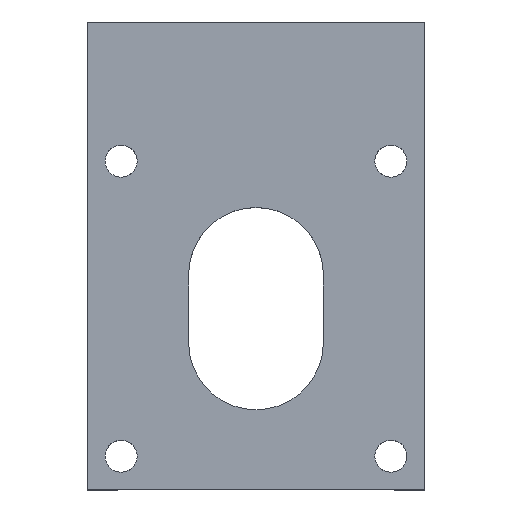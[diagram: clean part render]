
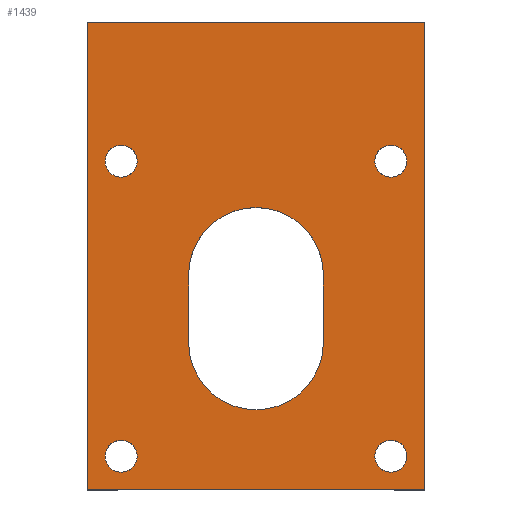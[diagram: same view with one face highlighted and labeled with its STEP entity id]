
A CAD part, top view. The second image highlights one B-rep face of the part: STEP entity #1439.
In plain terms, the highlighted planar face has unit normal (0, 0, 1).
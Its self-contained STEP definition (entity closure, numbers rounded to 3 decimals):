
#4 = DIRECTION ( 'NONE',  ( 0., 0., 1. ) ) ;
#26 = CIRCLE ( 'NONE', #1665, 1.9 ) ;
#41 = DIRECTION ( 'NONE',  ( 0., 0., 1. ) ) ;
#42 = EDGE_CURVE ( 'NONE', #2011, #1914, #1714, .T. ) ;
#56 = CARTESIAN_POINT ( 'NONE',  ( 18.6, -56.5, 21. ) ) ;
#78 = DIRECTION ( 'NONE',  ( 1., 0., 0. ) ) ;
#124 = CARTESIAN_POINT ( 'NONE',  ( -19.3, -17.5, 21. ) ) ;
#125 = DIRECTION ( 'NONE',  ( -1., 0., 0. ) ) ;
#141 = ORIENTED_EDGE ( 'NONE', *, *, #211, .F. ) ;
#152 = AXIS2_PLACEMENT_3D ( 'NONE', #518, #1497, #1078 ) ;
#196 = CARTESIAN_POINT ( 'NONE',  ( -1.4, -39., 21. ) ) ;
#211 = EDGE_CURVE ( 'NONE', #1914, #2118, #1288, .T. ) ;
#215 = CARTESIAN_POINT ( 'NONE',  ( -17.4, -52.5, 21. ) ) ;
#249 = CARTESIAN_POINT ( 'NONE',  ( -1.4, -31., 21. ) ) ;
#278 = CARTESIAN_POINT ( 'NONE',  ( -21.4, -1., 21. ) ) ;
#304 = ORIENTED_EDGE ( 'NONE', *, *, #1694, .F. ) ;
#322 = LINE ( 'NONE', #1072, #1353 ) ;
#333 = CARTESIAN_POINT ( 'NONE',  ( 14.6, -52.5, 21. ) ) ;
#341 = ORIENTED_EDGE ( 'NONE', *, *, #1204, .F. ) ;
#389 = DIRECTION ( 'NONE',  ( 0., 0., 1. ) ) ;
#392 = CIRCLE ( 'NONE', #659, 1.9 ) ;
#408 = DIRECTION ( 'NONE',  ( -1., 0., 0. ) ) ;
#421 = VERTEX_POINT ( 'NONE', #450 ) ;
#426 = VERTEX_POINT ( 'NONE', #1572 ) ;
#450 = CARTESIAN_POINT ( 'NONE',  ( 12.7, -52.5, 21. ) ) ;
#481 = CIRCLE ( 'NONE', #2252, 1.9 ) ;
#498 = ORIENTED_EDGE ( 'NONE', *, *, #42, .F. ) ;
#510 = VECTOR ( 'NONE', #686, 1000. ) ;
#518 = CARTESIAN_POINT ( 'NONE',  ( 14.6, -17.5, 21. ) ) ;
#551 = EDGE_LOOP ( 'NONE', ( #922, #1986, #1644, #1158 ) ) ;
#567 = VECTOR ( 'NONE', #125, 1000. ) ;
#595 = DIRECTION ( 'NONE',  ( -1., 0., 0. ) ) ;
#602 = CARTESIAN_POINT ( 'NONE',  ( 14.6, -17.5, 21. ) ) ;
#627 = DIRECTION ( 'NONE',  ( 0., 0., 1. ) ) ;
#658 = ORIENTED_EDGE ( 'NONE', *, *, #1213, .F. ) ;
#659 = AXIS2_PLACEMENT_3D ( 'NONE', #2283, #1528, #2271 ) ;
#670 = FACE_BOUND ( 'NONE', #2129, .T. ) ;
#682 = CARTESIAN_POINT ( 'NONE',  ( -9.4, -39., 21. ) ) ;
#683 = ORIENTED_EDGE ( 'NONE', *, *, #1067, .F. ) ;
#686 = DIRECTION ( 'NONE',  ( 0., -1., 0. ) ) ;
#701 = CIRCLE ( 'NONE', #152, 1.9 ) ;
#702 = LINE ( 'NONE', #278, #567 ) ;
#727 = VERTEX_POINT ( 'NONE', #891 ) ;
#739 = DIRECTION ( 'NONE',  ( 1., 0., 0. ) ) ;
#797 = EDGE_CURVE ( 'NONE', #1118, #1194, #481, .T. ) ;
#798 = VERTEX_POINT ( 'NONE', #1642 ) ;
#827 = LINE ( 'NONE', #2363, #2135 ) ;
#840 = VERTEX_POINT ( 'NONE', #1112 ) ;
#842 = FACE_OUTER_BOUND ( 'NONE', #551, .T. ) ;
#858 = CIRCLE ( 'NONE', #2300, 1.9 ) ;
#886 = EDGE_CURVE ( 'NONE', #798, #1748, #1322, .T. ) ;
#891 = CARTESIAN_POINT ( 'NONE',  ( 18.6, -1., 21. ) ) ;
#922 = ORIENTED_EDGE ( 'NONE', *, *, #1525, .T. ) ;
#927 = ORIENTED_EDGE ( 'NONE', *, *, #2027, .F. ) ;
#961 = CARTESIAN_POINT ( 'NONE',  ( -9.4, -31., 21. ) ) ;
#987 = CARTESIAN_POINT ( 'NONE',  ( 0., 0., 21. ) ) ;
#988 = CARTESIAN_POINT ( 'NONE',  ( -17.4, -52.5, 21. ) ) ;
#1042 = DIRECTION ( 'NONE',  ( 1., 0., 0. ) ) ;
#1058 = ORIENTED_EDGE ( 'NONE', *, *, #1411, .F. ) ;
#1060 = VECTOR ( 'NONE', #739, 1000. ) ;
#1067 = EDGE_CURVE ( 'NONE', #1779, #1610, #2097, .T. ) ;
#1072 = CARTESIAN_POINT ( 'NONE',  ( 6.6, -31., 21. ) ) ;
#1078 = DIRECTION ( 'NONE',  ( -1., 0., 0. ) ) ;
#1081 = DIRECTION ( 'NONE',  ( 0., 0., 1. ) ) ;
#1112 = CARTESIAN_POINT ( 'NONE',  ( -21.4, -1., 21. ) ) ;
#1118 = VERTEX_POINT ( 'NONE', #124 ) ;
#1123 = ORIENTED_EDGE ( 'NONE', *, *, #1692, .F. ) ;
#1130 = ORIENTED_EDGE ( 'NONE', *, *, #1485, .F. ) ;
#1135 = AXIS2_PLACEMENT_3D ( 'NONE', #988, #1392, #595 ) ;
#1144 = DIRECTION ( 'NONE',  ( 1., 0., 0. ) ) ;
#1150 = FACE_BOUND ( 'NONE', #2061, .T. ) ;
#1158 = ORIENTED_EDGE ( 'NONE', *, *, #2266, .T. ) ;
#1166 = CARTESIAN_POINT ( 'NONE',  ( 6.6, -39., 21. ) ) ;
#1183 = CIRCLE ( 'NONE', #1623, 8. ) ;
#1194 = VERTEX_POINT ( 'NONE', #1287 ) ;
#1196 = AXIS2_PLACEMENT_3D ( 'NONE', #196, #1720, #1555 ) ;
#1202 = CARTESIAN_POINT ( 'NONE',  ( -15.5, -52.5, 21. ) ) ;
#1203 = ORIENTED_EDGE ( 'NONE', *, *, #2191, .F. ) ;
#1204 = EDGE_CURVE ( 'NONE', #2118, #426, #322, .T. ) ;
#1213 = EDGE_CURVE ( 'NONE', #421, #1281, #26, .T. ) ;
#1231 = CARTESIAN_POINT ( 'NONE',  ( -17.4, -17.5, 21. ) ) ;
#1255 = LINE ( 'NONE', #1270, #510 ) ;
#1270 = CARTESIAN_POINT ( 'NONE',  ( -21.4, -1., 21. ) ) ;
#1281 = VERTEX_POINT ( 'NONE', #1882 ) ;
#1287 = CARTESIAN_POINT ( 'NONE',  ( -15.5, -17.5, 21. ) ) ;
#1288 = CIRCLE ( 'NONE', #1196, 8. ) ;
#1316 = DIRECTION ( 'NONE',  ( -1., 0., 0. ) ) ;
#1322 = LINE ( 'NONE', #2438, #1060 ) ;
#1353 = VECTOR ( 'NONE', #1650, 1000. ) ;
#1358 = FACE_BOUND ( 'NONE', #2332, .T. ) ;
#1373 = CARTESIAN_POINT ( 'NONE',  ( 16.5, -17.5, 21. ) ) ;
#1385 = EDGE_LOOP ( 'NONE', ( #498, #1203, #341, #141 ) ) ;
#1392 = DIRECTION ( 'NONE',  ( 0., 0., 1. ) ) ;
#1394 = DIRECTION ( 'NONE',  ( 1., 0., 0. ) ) ;
#1400 = VECTOR ( 'NONE', #1881, 1000. ) ;
#1405 = DIRECTION ( 'NONE',  ( 0., 1., 0. ) ) ;
#1411 = EDGE_CURVE ( 'NONE', #1862, #2054, #2416, .T. ) ;
#1423 = ORIENTED_EDGE ( 'NONE', *, *, #797, .F. ) ;
#1426 = DIRECTION ( 'NONE',  ( 0., 0., 1. ) ) ;
#1439 = ADVANCED_FACE ( 'NONE', ( #670, #1358, #842, #1563, #1150, #1907 ), #2324, .T. ) ;
#1485 = EDGE_CURVE ( 'NONE', #2054, #1862, #701, .T. ) ;
#1497 = DIRECTION ( 'NONE',  ( 0., 0., 1. ) ) ;
#1525 = EDGE_CURVE ( 'NONE', #840, #798, #1255, .T. ) ;
#1528 = DIRECTION ( 'NONE',  ( 0., 0., 1. ) ) ;
#1537 = CIRCLE ( 'NONE', #2258, 1.9 ) ;
#1555 = DIRECTION ( 'NONE',  ( 1., 0., 0. ) ) ;
#1563 = FACE_BOUND ( 'NONE', #2199, .T. ) ;
#1572 = CARTESIAN_POINT ( 'NONE',  ( 6.6, -31., 21. ) ) ;
#1610 = VERTEX_POINT ( 'NONE', #1709 ) ;
#1623 = AXIS2_PLACEMENT_3D ( 'NONE', #249, #627, #1394 ) ;
#1642 = CARTESIAN_POINT ( 'NONE',  ( -21.4, -56.5, 21. ) ) ;
#1644 = ORIENTED_EDGE ( 'NONE', *, *, #2136, .T. ) ;
#1650 = DIRECTION ( 'NONE',  ( 0., 1., 0. ) ) ;
#1665 = AXIS2_PLACEMENT_3D ( 'NONE', #333, #1081, #78 ) ;
#1692 = EDGE_CURVE ( 'NONE', #1610, #1779, #858, .T. ) ;
#1694 = EDGE_CURVE ( 'NONE', #1281, #421, #1537, .T. ) ;
#1709 = CARTESIAN_POINT ( 'NONE',  ( -19.3, -52.5, 21. ) ) ;
#1714 = LINE ( 'NONE', #961, #1400 ) ;
#1720 = DIRECTION ( 'NONE',  ( 0., 0., 1. ) ) ;
#1748 = VERTEX_POINT ( 'NONE', #56 ) ;
#1779 = VERTEX_POINT ( 'NONE', #1202 ) ;
#1862 = VERTEX_POINT ( 'NONE', #1373 ) ;
#1881 = DIRECTION ( 'NONE',  ( 0., -1., 0. ) ) ;
#1882 = CARTESIAN_POINT ( 'NONE',  ( 16.5, -52.5, 21. ) ) ;
#1907 = FACE_BOUND ( 'NONE', #1385, .T. ) ;
#1914 = VERTEX_POINT ( 'NONE', #682 ) ;
#1917 = DIRECTION ( 'NONE',  ( 1., 0., 0. ) ) ;
#1981 = DIRECTION ( 'NONE',  ( 0., 0., 1. ) ) ;
#1986 = ORIENTED_EDGE ( 'NONE', *, *, #886, .T. ) ;
#2011 = VERTEX_POINT ( 'NONE', #2307 ) ;
#2027 = EDGE_CURVE ( 'NONE', #1194, #1118, #392, .T. ) ;
#2050 = AXIS2_PLACEMENT_3D ( 'NONE', #987, #1426, #1917 ) ;
#2054 = VERTEX_POINT ( 'NONE', #2063 ) ;
#2061 = EDGE_LOOP ( 'NONE', ( #1123, #683 ) ) ;
#2063 = CARTESIAN_POINT ( 'NONE',  ( 12.7, -17.5, 21. ) ) ;
#2064 = CARTESIAN_POINT ( 'NONE',  ( 14.6, -52.5, 21. ) ) ;
#2097 = CIRCLE ( 'NONE', #1135, 1.9 ) ;
#2118 = VERTEX_POINT ( 'NONE', #1166 ) ;
#2129 = EDGE_LOOP ( 'NONE', ( #658, #304 ) ) ;
#2134 = AXIS2_PLACEMENT_3D ( 'NONE', #602, #41, #408 ) ;
#2135 = VECTOR ( 'NONE', #1405, 1000. ) ;
#2136 = EDGE_CURVE ( 'NONE', #1748, #727, #827, .T. ) ;
#2191 = EDGE_CURVE ( 'NONE', #426, #2011, #1183, .T. ) ;
#2199 = EDGE_LOOP ( 'NONE', ( #1130, #1058 ) ) ;
#2252 = AXIS2_PLACEMENT_3D ( 'NONE', #1231, #1981, #1042 ) ;
#2258 = AXIS2_PLACEMENT_3D ( 'NONE', #2064, #4, #1144 ) ;
#2266 = EDGE_CURVE ( 'NONE', #727, #840, #702, .T. ) ;
#2271 = DIRECTION ( 'NONE',  ( 1., 0., 0. ) ) ;
#2283 = CARTESIAN_POINT ( 'NONE',  ( -17.4, -17.5, 21. ) ) ;
#2300 = AXIS2_PLACEMENT_3D ( 'NONE', #215, #389, #1316 ) ;
#2307 = CARTESIAN_POINT ( 'NONE',  ( -9.4, -31., 21. ) ) ;
#2324 = PLANE ( 'NONE',  #2050 ) ;
#2332 = EDGE_LOOP ( 'NONE', ( #1423, #927 ) ) ;
#2363 = CARTESIAN_POINT ( 'NONE',  ( 18.6, -1., 21. ) ) ;
#2416 = CIRCLE ( 'NONE', #2134, 1.9 ) ;
#2438 = CARTESIAN_POINT ( 'NONE',  ( -21.4, -56.5, 21. ) ) ;
